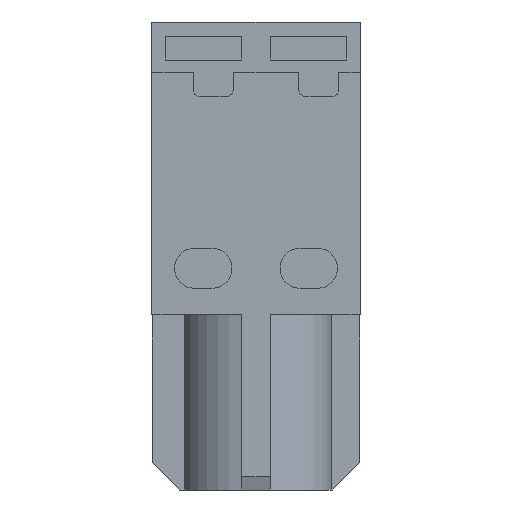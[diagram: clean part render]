
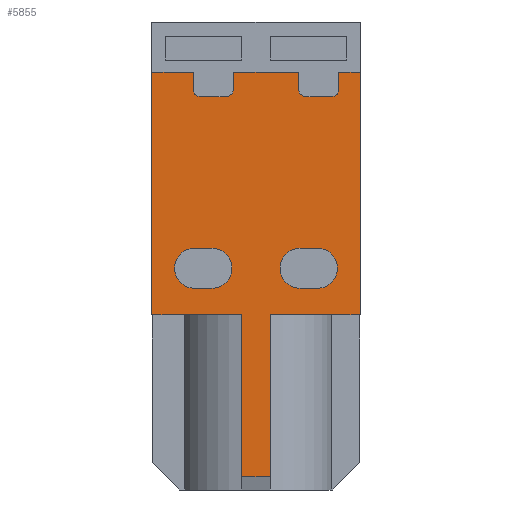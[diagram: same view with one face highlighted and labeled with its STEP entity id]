
A CAD part, front view. The second image highlights one B-rep face of the part: STEP entity #5855.
In plain terms, the highlighted planar face has unit normal (0, -1, 0).
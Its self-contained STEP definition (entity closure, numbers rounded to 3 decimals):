
#93=AXIS2_PLACEMENT_3D('Circle Axis2P3D',#91,#92,$) ;
#155=AXIS2_PLACEMENT_3D('Circle Axis2P3D',#153,#154,$) ;
#323=AXIS2_PLACEMENT_3D('Plane Axis2P3D',#320,#321,#322) ;
#348=AXIS2_PLACEMENT_3D('Circle Axis2P3D',#346,#347,$) ;
#419=AXIS2_PLACEMENT_3D('Circle Axis2P3D',#417,#418,$) ;
#910=AXIS2_PLACEMENT_3D('Circle Axis2P3D',#908,#909,$) ;
#967=AXIS2_PLACEMENT_3D('Circle Axis2P3D',#965,#966,$) ;
#1145=AXIS2_PLACEMENT_3D('Circle Axis2P3D',#1143,#1144,$) ;
#1211=AXIS2_PLACEMENT_3D('Circle Axis2P3D',#1209,#1210,$) ;
#37=CARTESIAN_POINT('Line Origine',(2.875,1.85,28.5)) ;
#41=CARTESIAN_POINT('Vertex',(2.875,1.85,29.1)) ;
#43=CARTESIAN_POINT('Vertex',(2.875,1.85,27.9)) ;
#81=CARTESIAN_POINT('Vertex',(3.375,1.85,27.4)) ;
#91=CARTESIAN_POINT('Axis2P3D Location',(3.375,1.85,27.9)) ;
#112=CARTESIAN_POINT('Vertex',(5.175,1.85,27.4)) ;
#122=CARTESIAN_POINT('Line Origine',(4.275,1.85,27.4)) ;
#143=CARTESIAN_POINT('Vertex',(5.675,1.85,27.9)) ;
#153=CARTESIAN_POINT('Axis2P3D Location',(5.175,1.85,27.9)) ;
#170=CARTESIAN_POINT('Line Origine',(5.675,1.85,28.5)) ;
#174=CARTESIAN_POINT('Vertex',(5.675,1.85,29.1)) ;
#320=CARTESIAN_POINT('Axis2P3D Location',(3.575,1.85,-6.3)) ;
#341=CARTESIAN_POINT('Vertex',(4.175,1.85,14.05)) ;
#346=CARTESIAN_POINT('Axis2P3D Location',(4.175,1.85,15.45)) ;
#350=CARTESIAN_POINT('Vertex',(4.175,1.85,16.85)) ;
#381=CARTESIAN_POINT('Vertex',(2.975,1.85,14.05)) ;
#386=CARTESIAN_POINT('Line Origine',(3.575,1.85,14.05)) ;
#412=CARTESIAN_POINT('Vertex',(2.975,1.85,16.85)) ;
#417=CARTESIAN_POINT('Axis2P3D Location',(2.975,1.85,15.45)) ;
#439=CARTESIAN_POINT('Line Origine',(3.575,1.85,16.85)) ;
#854=CARTESIAN_POINT('Line Origine',(10.225,1.85,28.5)) ;
#858=CARTESIAN_POINT('Vertex',(10.225,1.85,29.1)) ;
#860=CARTESIAN_POINT('Vertex',(10.225,1.85,27.9)) ;
#898=CARTESIAN_POINT('Vertex',(10.725,1.85,27.4)) ;
#908=CARTESIAN_POINT('Axis2P3D Location',(10.725,1.85,27.9)) ;
#924=CARTESIAN_POINT('Vertex',(12.525,1.85,27.4)) ;
#934=CARTESIAN_POINT('Line Origine',(11.625,1.85,27.4)) ;
#955=CARTESIAN_POINT('Vertex',(13.025,1.85,27.9)) ;
#965=CARTESIAN_POINT('Axis2P3D Location',(12.525,1.85,27.9)) ;
#982=CARTESIAN_POINT('Line Origine',(13.025,1.85,28.5)) ;
#986=CARTESIAN_POINT('Vertex',(13.025,1.85,29.1)) ;
#1138=CARTESIAN_POINT('Vertex',(11.525,1.85,14.05)) ;
#1143=CARTESIAN_POINT('Axis2P3D Location',(11.525,1.85,15.45)) ;
#1147=CARTESIAN_POINT('Vertex',(11.525,1.85,16.85)) ;
#1173=CARTESIAN_POINT('Vertex',(10.325,1.85,14.05)) ;
#1178=CARTESIAN_POINT('Line Origine',(10.925,1.85,14.05)) ;
#1204=CARTESIAN_POINT('Vertex',(10.325,1.85,16.85)) ;
#1209=CARTESIAN_POINT('Axis2P3D Location',(10.325,1.85,15.45)) ;
#1226=CARTESIAN_POINT('Line Origine',(10.925,1.85,16.85)) ;
#1659=CARTESIAN_POINT('Line Origine',(6.463,1.85,29.1)) ;
#1663=CARTESIAN_POINT('Vertex',(7.25,1.85,29.1)) ;
#1666=CARTESIAN_POINT('Line Origine',(8.738,1.85,29.1)) ;
#1724=CARTESIAN_POINT('Vertex',(0.,1.85,29.1)) ;
#1727=CARTESIAN_POINT('Line Origine',(1.438,1.85,29.1)) ;
#2035=CARTESIAN_POINT('Vertex',(14.5,1.85,29.1)) ;
#2038=CARTESIAN_POINT('Line Origine',(13.763,1.85,29.1)) ;
#2780=CARTESIAN_POINT('Vertex',(14.5,1.85,12.2)) ;
#2784=CARTESIAN_POINT('Control Point',(14.5,1.85,29.1)) ;
#2785=CARTESIAN_POINT('Control Point',(14.5,1.85,12.2)) ;
#2854=CARTESIAN_POINT('Vertex',(0.,1.85,12.2)) ;
#2858=CARTESIAN_POINT('Control Point',(0.,1.85,29.1)) ;
#2859=CARTESIAN_POINT('Control Point',(0.,1.85,12.2)) ;
#4343=CARTESIAN_POINT('Line Origine',(11.375,1.85,12.2)) ;
#4347=CARTESIAN_POINT('Vertex',(8.25,1.85,12.2)) ;
#4814=CARTESIAN_POINT('Vertex',(6.25,1.85,12.2)) ;
#4817=CARTESIAN_POINT('Line Origine',(3.125,1.85,12.2)) ;
#5801=CARTESIAN_POINT('Line Origine',(8.25,1.85,6.567)) ;
#5805=CARTESIAN_POINT('Vertex',(8.25,1.85,0.934)) ;
#5808=CARTESIAN_POINT('Line Origine',(6.25,1.85,6.567)) ;
#5812=CARTESIAN_POINT('Vertex',(6.25,1.85,0.934)) ;
#5815=CARTESIAN_POINT('Line Origine',(7.25,1.85,0.934)) ;
#38=DIRECTION('Vector Direction',(0.,0.,-1.)) ;
#92=DIRECTION('Axis2P3D Direction',(-0.,-1.,-0.)) ;
#123=DIRECTION('Vector Direction',(1.,0.,0.)) ;
#154=DIRECTION('Axis2P3D Direction',(-0.,-1.,-0.)) ;
#171=DIRECTION('Vector Direction',(0.,0.,-1.)) ;
#321=DIRECTION('Axis2P3D Direction',(0.,-1.,0.)) ;
#322=DIRECTION('Axis2P3D XDirection',(0.,0.,1.)) ;
#347=DIRECTION('Axis2P3D Direction',(0.,-1.,0.)) ;
#387=DIRECTION('Vector Direction',(1.,0.,0.)) ;
#418=DIRECTION('Axis2P3D Direction',(0.,-1.,0.)) ;
#440=DIRECTION('Vector Direction',(-1.,0.,0.)) ;
#855=DIRECTION('Vector Direction',(0.,0.,-1.)) ;
#909=DIRECTION('Axis2P3D Direction',(-0.,-1.,-0.)) ;
#935=DIRECTION('Vector Direction',(1.,0.,0.)) ;
#966=DIRECTION('Axis2P3D Direction',(-0.,-1.,-0.)) ;
#983=DIRECTION('Vector Direction',(0.,0.,-1.)) ;
#1144=DIRECTION('Axis2P3D Direction',(0.,-1.,0.)) ;
#1179=DIRECTION('Vector Direction',(1.,0.,0.)) ;
#1210=DIRECTION('Axis2P3D Direction',(0.,-1.,0.)) ;
#1227=DIRECTION('Vector Direction',(-1.,0.,0.)) ;
#1660=DIRECTION('Vector Direction',(-1.,0.,0.)) ;
#1667=DIRECTION('Vector Direction',(-1.,0.,0.)) ;
#1728=DIRECTION('Vector Direction',(-1.,0.,0.)) ;
#2039=DIRECTION('Vector Direction',(-1.,0.,0.)) ;
#4344=DIRECTION('Vector Direction',(1.,0.,0.)) ;
#4818=DIRECTION('Vector Direction',(1.,0.,0.)) ;
#5802=DIRECTION('Vector Direction',(0.,0.,1.)) ;
#5809=DIRECTION('Vector Direction',(0.,0.,1.)) ;
#5816=DIRECTION('Vector Direction',(-1.,0.,0.)) ;
#39=VECTOR('Line Direction',#38,1.) ;
#124=VECTOR('Line Direction',#123,1.) ;
#172=VECTOR('Line Direction',#171,1.) ;
#388=VECTOR('Line Direction',#387,1.) ;
#441=VECTOR('Line Direction',#440,1.) ;
#856=VECTOR('Line Direction',#855,1.) ;
#936=VECTOR('Line Direction',#935,1.) ;
#984=VECTOR('Line Direction',#983,1.) ;
#1180=VECTOR('Line Direction',#1179,1.) ;
#1228=VECTOR('Line Direction',#1227,1.) ;
#1661=VECTOR('Line Direction',#1660,1.) ;
#1668=VECTOR('Line Direction',#1667,1.) ;
#1729=VECTOR('Line Direction',#1728,1.) ;
#2040=VECTOR('Line Direction',#2039,1.) ;
#4345=VECTOR('Line Direction',#4344,1.) ;
#4819=VECTOR('Line Direction',#4818,1.) ;
#5803=VECTOR('Line Direction',#5802,1.) ;
#5810=VECTOR('Line Direction',#5809,1.) ;
#5817=VECTOR('Line Direction',#5816,1.) ;
#5821=ORIENTED_EDGE('',*,*,#5807,.T.) ;
#5822=ORIENTED_EDGE('',*,*,#4349,.T.) ;
#5823=ORIENTED_EDGE('',*,*,#2786,.T.) ;
#5824=ORIENTED_EDGE('',*,*,#2042,.T.) ;
#5825=ORIENTED_EDGE('',*,*,#988,.T.) ;
#5826=ORIENTED_EDGE('',*,*,#969,.F.) ;
#5827=ORIENTED_EDGE('',*,*,#938,.F.) ;
#5828=ORIENTED_EDGE('',*,*,#912,.F.) ;
#5829=ORIENTED_EDGE('',*,*,#862,.F.) ;
#5830=ORIENTED_EDGE('',*,*,#1670,.T.) ;
#5831=ORIENTED_EDGE('',*,*,#1665,.T.) ;
#5832=ORIENTED_EDGE('',*,*,#176,.T.) ;
#5833=ORIENTED_EDGE('',*,*,#157,.F.) ;
#5834=ORIENTED_EDGE('',*,*,#126,.F.) ;
#5835=ORIENTED_EDGE('',*,*,#95,.F.) ;
#5836=ORIENTED_EDGE('',*,*,#45,.F.) ;
#5837=ORIENTED_EDGE('',*,*,#1731,.T.) ;
#5838=ORIENTED_EDGE('',*,*,#2860,.T.) ;
#5839=ORIENTED_EDGE('',*,*,#4821,.T.) ;
#5840=ORIENTED_EDGE('',*,*,#5814,.F.) ;
#5841=ORIENTED_EDGE('',*,*,#5819,.F.) ;
#5844=ORIENTED_EDGE('',*,*,#1230,.F.) ;
#5845=ORIENTED_EDGE('',*,*,#1149,.F.) ;
#5846=ORIENTED_EDGE('',*,*,#1182,.F.) ;
#5847=ORIENTED_EDGE('',*,*,#1213,.F.) ;
#5850=ORIENTED_EDGE('',*,*,#352,.F.) ;
#5851=ORIENTED_EDGE('',*,*,#390,.F.) ;
#5852=ORIENTED_EDGE('',*,*,#421,.F.) ;
#5853=ORIENTED_EDGE('',*,*,#443,.F.) ;
#5848=FACE_BOUND('',#5843,.T.) ;
#5854=FACE_BOUND('',#5849,.T.) ;
#5855=ADVANCED_FACE('F1-0',(#5842,#5848,#5854),#324,.T.) ;
#2783=B_SPLINE_CURVE_WITH_KNOTS('',1,(#2784,#2785),.UNSPECIFIED.,.F.,.U.,(2,2),(0.,16.9),.UNSPECIFIED.) ;
#2857=B_SPLINE_CURVE_WITH_KNOTS('',1,(#2858,#2859),.UNSPECIFIED.,.F.,.U.,(2,2),(0.,16.9),.UNSPECIFIED.) ;
#94=CIRCLE('generated circle',#93,0.5) ;
#156=CIRCLE('generated circle',#155,0.5) ;
#349=CIRCLE('generated circle',#348,1.4) ;
#420=CIRCLE('generated circle',#419,1.4) ;
#911=CIRCLE('generated circle',#910,0.5) ;
#968=CIRCLE('generated circle',#967,0.5) ;
#1146=CIRCLE('generated circle',#1145,1.4) ;
#1212=CIRCLE('generated circle',#1211,1.4) ;
#45=EDGE_CURVE('',#42,#44,#40,.T.) ;
#95=EDGE_CURVE('',#44,#82,#94,.T.) ;
#126=EDGE_CURVE('',#82,#113,#125,.T.) ;
#157=EDGE_CURVE('',#113,#144,#156,.T.) ;
#176=EDGE_CURVE('',#175,#144,#173,.T.) ;
#352=EDGE_CURVE('',#342,#351,#349,.T.) ;
#390=EDGE_CURVE('',#382,#342,#389,.T.) ;
#421=EDGE_CURVE('',#413,#382,#420,.T.) ;
#443=EDGE_CURVE('',#351,#413,#442,.T.) ;
#862=EDGE_CURVE('',#859,#861,#857,.T.) ;
#912=EDGE_CURVE('',#861,#899,#911,.T.) ;
#938=EDGE_CURVE('',#899,#925,#937,.T.) ;
#969=EDGE_CURVE('',#925,#956,#968,.T.) ;
#988=EDGE_CURVE('',#987,#956,#985,.T.) ;
#1149=EDGE_CURVE('',#1139,#1148,#1146,.T.) ;
#1182=EDGE_CURVE('',#1174,#1139,#1181,.T.) ;
#1213=EDGE_CURVE('',#1205,#1174,#1212,.T.) ;
#1230=EDGE_CURVE('',#1148,#1205,#1229,.T.) ;
#1665=EDGE_CURVE('',#1664,#175,#1662,.T.) ;
#1670=EDGE_CURVE('',#859,#1664,#1669,.T.) ;
#1731=EDGE_CURVE('',#42,#1725,#1730,.T.) ;
#2042=EDGE_CURVE('',#2036,#987,#2041,.T.) ;
#2786=EDGE_CURVE('',#2781,#2036,#2783,.F.) ;
#2860=EDGE_CURVE('',#1725,#2855,#2857,.T.) ;
#4349=EDGE_CURVE('',#4348,#2781,#4346,.T.) ;
#4821=EDGE_CURVE('',#2855,#4815,#4820,.T.) ;
#5807=EDGE_CURVE('',#5806,#4348,#5804,.T.) ;
#5814=EDGE_CURVE('',#5813,#4815,#5811,.T.) ;
#5819=EDGE_CURVE('',#5806,#5813,#5818,.T.) ;
#5820=EDGE_LOOP('',(#5821,#5822,#5823,#5824,#5825,#5826,#5827,#5828,#5829,#5830,#5831,#5832,#5833,#5834,#5835,#5836,#5837,#5838,#5839,#5840,#5841)) ;
#5843=EDGE_LOOP('',(#5844,#5845,#5846,#5847)) ;
#5849=EDGE_LOOP('',(#5850,#5851,#5852,#5853)) ;
#5842=FACE_OUTER_BOUND('',#5820,.T.) ;
#40=LINE('Line',#37,#39) ;
#125=LINE('Line',#122,#124) ;
#173=LINE('Line',#170,#172) ;
#389=LINE('Line',#386,#388) ;
#442=LINE('Line',#439,#441) ;
#857=LINE('Line',#854,#856) ;
#937=LINE('Line',#934,#936) ;
#985=LINE('Line',#982,#984) ;
#1181=LINE('Line',#1178,#1180) ;
#1229=LINE('Line',#1226,#1228) ;
#1662=LINE('Line',#1659,#1661) ;
#1669=LINE('Line',#1666,#1668) ;
#1730=LINE('Line',#1727,#1729) ;
#2041=LINE('Line',#2038,#2040) ;
#4346=LINE('Line',#4343,#4345) ;
#4820=LINE('Line',#4817,#4819) ;
#5804=LINE('Line',#5801,#5803) ;
#5811=LINE('Line',#5808,#5810) ;
#5818=LINE('Line',#5815,#5817) ;
#324=PLANE('',#323) ;
#42=VERTEX_POINT('',#41) ;
#44=VERTEX_POINT('',#43) ;
#82=VERTEX_POINT('',#81) ;
#113=VERTEX_POINT('',#112) ;
#144=VERTEX_POINT('',#143) ;
#175=VERTEX_POINT('',#174) ;
#342=VERTEX_POINT('',#341) ;
#351=VERTEX_POINT('',#350) ;
#382=VERTEX_POINT('',#381) ;
#413=VERTEX_POINT('',#412) ;
#859=VERTEX_POINT('',#858) ;
#861=VERTEX_POINT('',#860) ;
#899=VERTEX_POINT('',#898) ;
#925=VERTEX_POINT('',#924) ;
#956=VERTEX_POINT('',#955) ;
#987=VERTEX_POINT('',#986) ;
#1139=VERTEX_POINT('',#1138) ;
#1148=VERTEX_POINT('',#1147) ;
#1174=VERTEX_POINT('',#1173) ;
#1205=VERTEX_POINT('',#1204) ;
#1664=VERTEX_POINT('',#1663) ;
#1725=VERTEX_POINT('',#1724) ;
#2036=VERTEX_POINT('',#2035) ;
#2781=VERTEX_POINT('',#2780) ;
#2855=VERTEX_POINT('',#2854) ;
#4348=VERTEX_POINT('',#4347) ;
#4815=VERTEX_POINT('',#4814) ;
#5806=VERTEX_POINT('',#5805) ;
#5813=VERTEX_POINT('',#5812) ;
